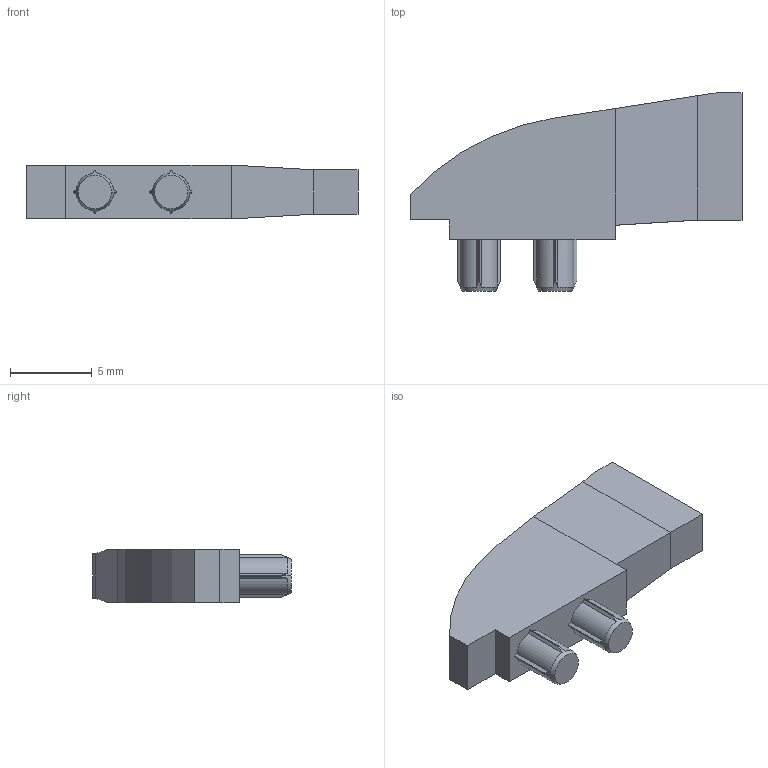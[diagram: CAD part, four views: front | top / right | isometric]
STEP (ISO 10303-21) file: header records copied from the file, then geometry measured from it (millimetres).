
FILE_DESCRIPTION (( 'STEP AP203' ), '1' );
FILE_NAME ('7610D2.STEP', '2016-06-29T22:00:58', ( '' ), ( '' ), 'SwSTEP 2.0', 'SolidWorks 2014', '' );
FILE_SCHEMA (( 'CONFIG_CONTROL_DESIGN' ));
Length unit declared in the file: inch
Products named in the file (1): 7610D2
Bounding box: 20.32 x 12.15 x 3.3 mm (x, y, z)
Volume: 448 mm3; surface area: 484.4 mm2
Topology: 1 solids, 1 shells, 56 faces, 152 edges, 100 vertices
Faces by surface type: plane 43, cylinder 9, cone 4
Entity records: 1869 total; most frequent: CARTESIAN_POINT 421, ORIENTED_EDGE 304, DIRECTION 252, EDGE_CURVE 152, LINE 102, VECTOR 102, VERTEX_POINT 100, AXIS2_PLACEMENT_3D 75
